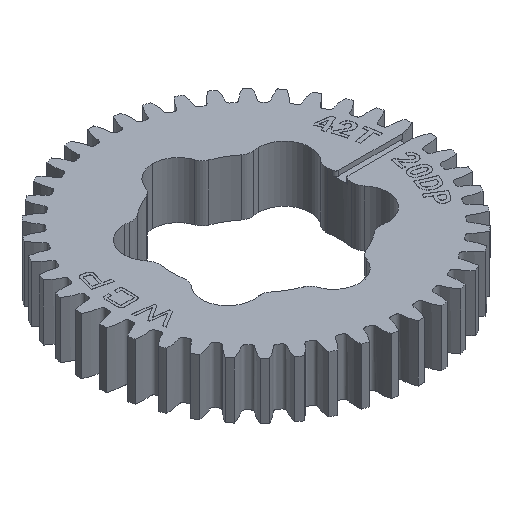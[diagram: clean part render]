
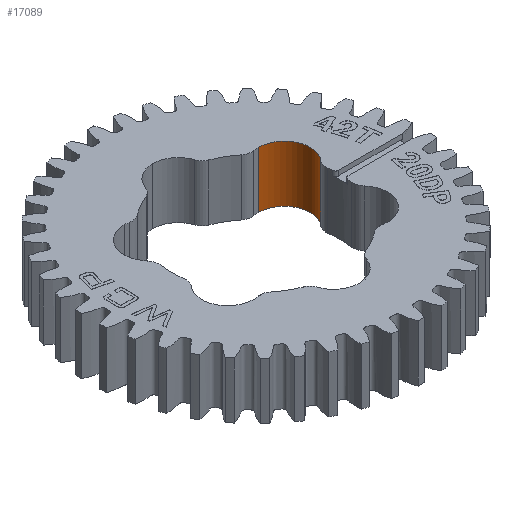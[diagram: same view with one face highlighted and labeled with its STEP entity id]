
A CAD part, isometric view. The second image highlights one B-rep face of the part: STEP entity #17089.
In plain terms, the highlighted cylindrical face has radius 4.366 mm (diameter 8.731 mm), a partial arc.
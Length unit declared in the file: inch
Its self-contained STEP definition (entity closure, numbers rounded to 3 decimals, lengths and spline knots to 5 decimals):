
#87 = ORIENTED_EDGE ( 'NONE', *, *, #7170, .F. ) ;
#501 = DIRECTION ( 'NONE',  ( 1., 0., 0. ) ) ;
#505 = LINE ( 'NONE', #2712, #13067 ) ;
#2105 = DIRECTION ( 'NONE',  ( 0., 0., -1. ) ) ;
#2591 = VERTEX_POINT ( 'NONE', #22581 ) ;
#2712 = CARTESIAN_POINT ( 'NONE',  ( 0.57566, 0.14437, 0.25 ) ) ;
#3148 = VECTOR ( 'NONE', #23810, 39.37008 ) ;
#3971 = VERTEX_POINT ( 'NONE', #9530 ) ;
#4355 = CIRCLE ( 'NONE', #18082, 0.17188 ) ;
#4928 = LINE ( 'NONE', #5050, #3148 ) ;
#5050 = CARTESIAN_POINT ( 'NONE',  ( 0.44654, 0.42969, 0.25 ) ) ;
#5533 = CIRCLE ( 'NONE', #8677, 0.17188 ) ;
#5713 = VERTEX_POINT ( 'NONE', #17361 ) ;
#7170 = EDGE_CURVE ( 'NONE', #2591, #12615, #505, .T. ) ;
#7603 = EDGE_CURVE ( 'NONE', #3971, #5713, #4928, .T. ) ;
#8677 = AXIS2_PLACEMENT_3D ( 'NONE', #18034, #19621, #12134 ) ;
#9530 = CARTESIAN_POINT ( 'NONE',  ( 0.44654, 0.42969, 0.1875 ) ) ;
#11427 = CARTESIAN_POINT ( 'NONE',  ( 0.44654, 0.25781, 0.1875 ) ) ;
#12103 = FACE_OUTER_BOUND ( 'NONE', #18104, .T. ) ;
#12134 = DIRECTION ( 'NONE',  ( 1., 0., 0. ) ) ;
#12615 = VERTEX_POINT ( 'NONE', #13333 ) ;
#13067 = VECTOR ( 'NONE', #20975, 39.37008 ) ;
#13333 = CARTESIAN_POINT ( 'NONE',  ( 0.57566, 0.14437, -0.1875 ) ) ;
#14066 = DIRECTION ( 'NONE',  ( 0., 0., -1. ) ) ;
#14200 = DIRECTION ( 'NONE',  ( 0., 1., 0. ) ) ;
#15910 = CYLINDRICAL_SURFACE ( 'NONE', #17268, 0.17188 ) ;
#16326 = ORIENTED_EDGE ( 'NONE', *, *, #17758, .T. ) ;
#17089 = ADVANCED_FACE ( 'NONE', ( #12103 ), #15910, .F. ) ;
#17268 = AXIS2_PLACEMENT_3D ( 'NONE', #23390, #14066, #14200 ) ;
#17361 = CARTESIAN_POINT ( 'NONE',  ( 0.44654, 0.42969, -0.1875 ) ) ;
#17758 = EDGE_CURVE ( 'NONE', #5713, #12615, #5533, .T. ) ;
#17943 = ORIENTED_EDGE ( 'NONE', *, *, #7603, .T. ) ;
#18034 = CARTESIAN_POINT ( 'NONE',  ( 0.44654, 0.25781, -0.1875 ) ) ;
#18082 = AXIS2_PLACEMENT_3D ( 'NONE', #11427, #2105, #501 ) ;
#18104 = EDGE_LOOP ( 'NONE', ( #21780, #17943, #16326, #87 ) ) ;
#19621 = DIRECTION ( 'NONE',  ( 0., 0., -1. ) ) ;
#20975 = DIRECTION ( 'NONE',  ( 0., 0., -1. ) ) ;
#21541 = EDGE_CURVE ( 'NONE', #3971, #2591, #4355, .T. ) ;
#21780 = ORIENTED_EDGE ( 'NONE', *, *, #21541, .F. ) ;
#22581 = CARTESIAN_POINT ( 'NONE',  ( 0.57566, 0.14437, 0.1875 ) ) ;
#23390 = CARTESIAN_POINT ( 'NONE',  ( 0.44654, 0.25781, 0.25 ) ) ;
#23810 = DIRECTION ( 'NONE',  ( 0., 0., -1. ) ) ;
